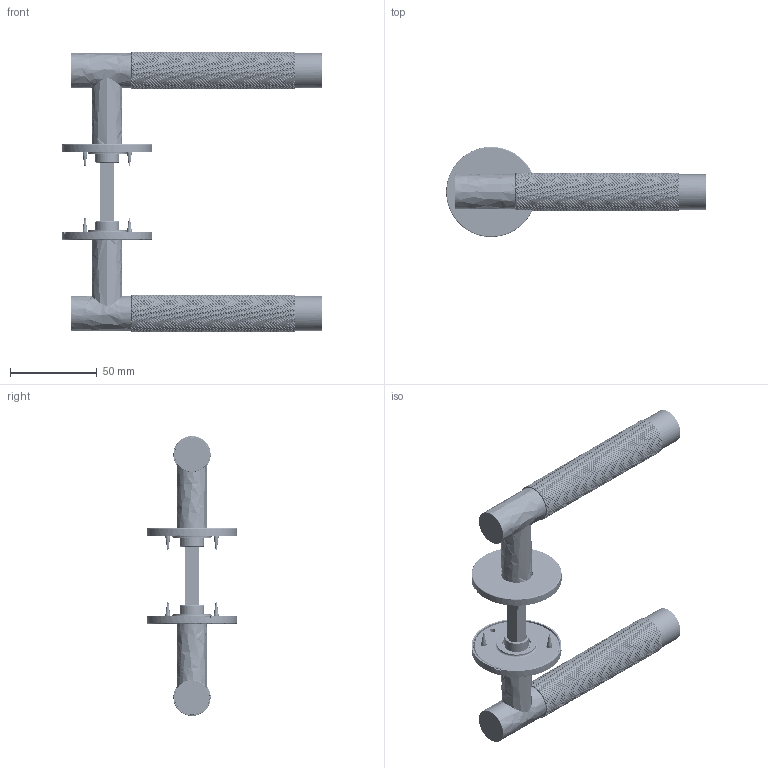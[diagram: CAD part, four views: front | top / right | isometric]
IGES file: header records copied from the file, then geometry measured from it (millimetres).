
Global section: file name: PK6040P1; native system: Autodesk Inventor 2024; preprocessor: unknown; author: camerond; date: 20250319.130238; units: millimetre
Bounding box: 150 x 51.99 x 161.72 mm (x, y, z)
Volume: 122344.4 mm3; surface area: 77223.7 mm2
Topology: 29 solids, 29 shells, 34686 faces, 70018 edges, 35416 vertices
Faces by surface type: bspline 34686
